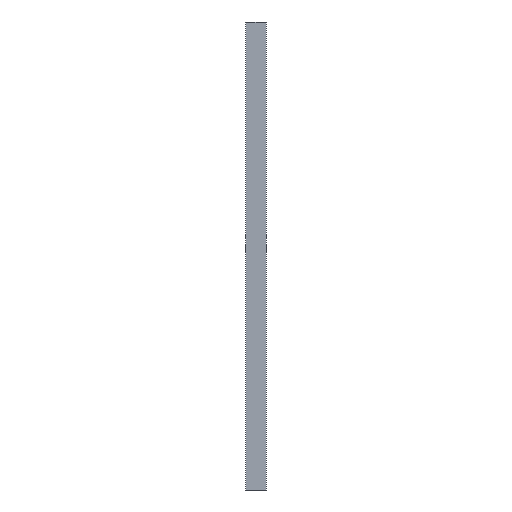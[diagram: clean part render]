
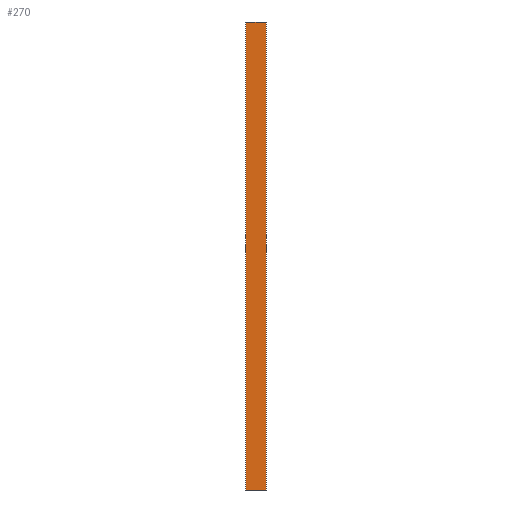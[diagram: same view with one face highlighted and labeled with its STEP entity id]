
A CAD part, front view. The second image highlights one B-rep face of the part: STEP entity #270.
In plain terms, the highlighted planar face has unit normal (0, -1, 0).
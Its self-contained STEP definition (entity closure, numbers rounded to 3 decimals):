
#8 = LINE ( 'NONE', #1484, #1032 ) ;
#21 = VECTOR ( 'NONE', #1512, 1000. ) ;
#25 = LINE ( 'NONE', #1075, #853 ) ;
#76 = PLANE ( 'NONE',  #632 ) ;
#82 = CARTESIAN_POINT ( 'NONE',  ( 255.757, 312.424, 2000. ) ) ;
#199 = VERTEX_POINT ( 'NONE', #1494 ) ;
#227 = EDGE_CURVE ( 'NONE', #1462, #311, #8, .T. ) ;
#265 = EDGE_CURVE ( 'NONE', #1462, #199, #1106, .T. ) ;
#270 = ADVANCED_FACE ( 'NONE', ( #536 ), #76, .T. ) ;
#311 = VERTEX_POINT ( 'NONE', #1153 ) ;
#522 = CARTESIAN_POINT ( 'NONE',  ( 167.257, 312.424, 0. ) ) ;
#536 = FACE_OUTER_BOUND ( 'NONE', #879, .T. ) ;
#571 = ORIENTED_EDGE ( 'NONE', *, *, #1377, .T. ) ;
#607 = VERTEX_POINT ( 'NONE', #522 ) ;
#623 = DIRECTION ( 'NONE',  ( 0., -1., 0. ) ) ;
#632 = AXIS2_PLACEMENT_3D ( 'NONE', #843, #623, #1406 ) ;
#706 = ORIENTED_EDGE ( 'NONE', *, *, #1497, .F. ) ;
#818 = DIRECTION ( 'NONE',  ( 0., 0., -1. ) ) ;
#843 = CARTESIAN_POINT ( 'NONE',  ( 255.757, 312.424, 2000. ) ) ;
#851 = VECTOR ( 'NONE', #1496, 1000. ) ;
#853 = VECTOR ( 'NONE', #818, 1000. ) ;
#867 = DIRECTION ( 'NONE',  ( 0., 0., -1. ) ) ;
#879 = EDGE_LOOP ( 'NONE', ( #706, #923, #1151, #571 ) ) ;
#923 = ORIENTED_EDGE ( 'NONE', *, *, #227, .F. ) ;
#1032 = VECTOR ( 'NONE', #867, 1000. ) ;
#1075 = CARTESIAN_POINT ( 'NONE',  ( 167.257, 312.424, 2000. ) ) ;
#1106 = LINE ( 'NONE', #82, #851 ) ;
#1151 = ORIENTED_EDGE ( 'NONE', *, *, #265, .T. ) ;
#1153 = CARTESIAN_POINT ( 'NONE',  ( 255.757, 312.424, 0. ) ) ;
#1178 = CARTESIAN_POINT ( 'NONE',  ( 255.757, 312.424, 0. ) ) ;
#1181 = CARTESIAN_POINT ( 'NONE',  ( 255.757, 312.424, 2000. ) ) ;
#1278 = LINE ( 'NONE', #1178, #21 ) ;
#1377 = EDGE_CURVE ( 'NONE', #199, #607, #25, .T. ) ;
#1406 = DIRECTION ( 'NONE',  ( 0., 0., -1. ) ) ;
#1462 = VERTEX_POINT ( 'NONE', #1181 ) ;
#1484 = CARTESIAN_POINT ( 'NONE',  ( 255.757, 312.424, 2000. ) ) ;
#1494 = CARTESIAN_POINT ( 'NONE',  ( 167.257, 312.424, 2000. ) ) ;
#1496 = DIRECTION ( 'NONE',  ( -1., 0., 0. ) ) ;
#1497 = EDGE_CURVE ( 'NONE', #311, #607, #1278, .T. ) ;
#1512 = DIRECTION ( 'NONE',  ( -1., 0., 0. ) ) ;
